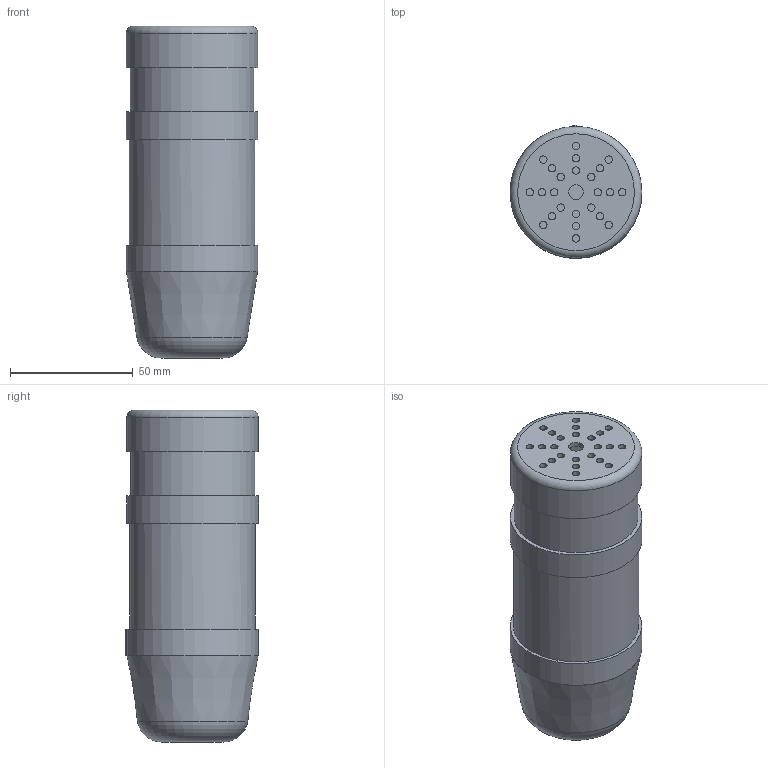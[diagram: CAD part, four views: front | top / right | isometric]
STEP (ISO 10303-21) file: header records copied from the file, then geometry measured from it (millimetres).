
FILE_DESCRIPTION((''),'2;1');
FILE_NAME('127314.stp','2019-09-27T13:20:53',('e.eickhoff'),(''),'Autodesk Inventor 2012','Autodesk Inventor 2012','');
FILE_SCHEMA(('AUTOMOTIVE_DESIGN { 1 0 10303 214 1 1 1 1 }'));
Length unit declared in the file: millimetre
Products named in the file (6): 127314; Grundmodule; Rot; Summer; Summer 50mm; Deckel 50mm
Assembly tree (5 placements, depth 3):
  127314
    Grundmodule
    Rot
    Summer
      Summer 50mm
      Deckel 50mm
Bounding box: 53.8 x 54.3 x 135.5 mm (x, y, z)
Volume: 110445.3 mm3; surface area: 67566.8 mm2
Topology: 4 solids, 4 shells, 87 faces, 178 edges, 118 vertices
Faces by surface type: cylinder 49, plane 34, torus 3, cone 1
Full cylindrical faces by diameter (mm): 3 x24, 6 x1, 12 x1, 14 x1, 15.2 x1, 16.5 x1, 19.2 x1, 32.8 x1, 34.8 x1, 42.6 x1, 44.6 x1, 45.5 x1, 46.4 x1, 46.8 x1, 47.9 x1, 48.5 x1, 48.9 x1, 49 x2, 49.3 x1, 50.6 x1, 50.7 x1, 51.2 x1, 53.7 x1, 53.8 x1
Entity records: 2456 total; most frequent: DIRECTION 424, CARTESIAN_POINT 338, ORIENTED_EDGE 248, EDGE_LOOP 212, AXIS2_PLACEMENT_3D 202, FACE_BOUND 125, EDGE_CURVE 124, VERTEX_POINT 116
